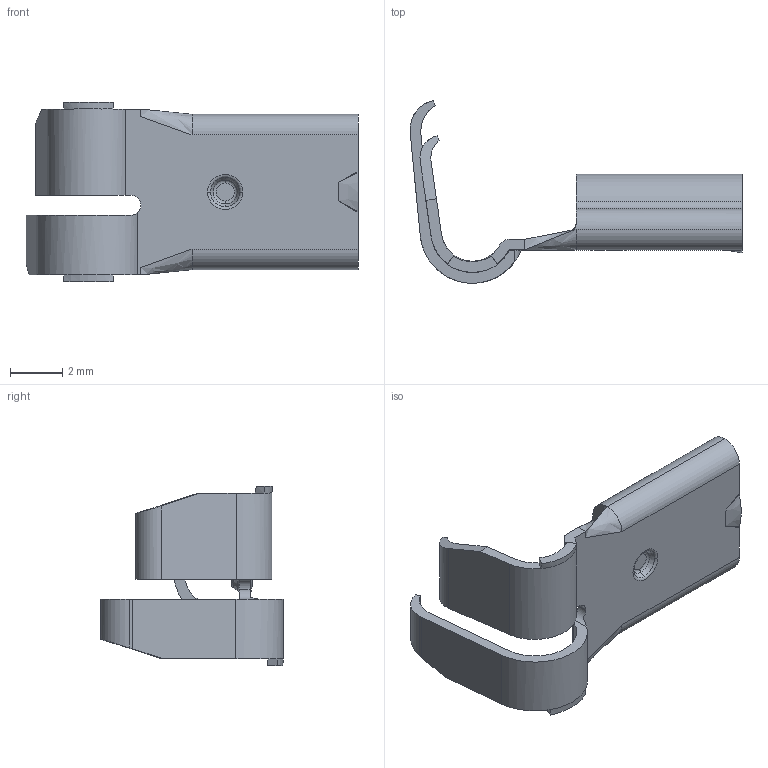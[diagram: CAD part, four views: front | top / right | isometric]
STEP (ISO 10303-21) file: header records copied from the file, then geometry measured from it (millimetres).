
FILE_DESCRIPTION (( 'STEP AP203' ), '1' );
FILE_NAME ('09375.STEP', '2015-02-05T14:19:58', ( '' ), ( '' ), 'SwSTEP 2.0', 'SolidWorks 2014', '' );
FILE_SCHEMA (( 'CONFIG_CONTROL_DESIGN' ));
Length unit declared in the file: inch
Products named in the file (1): 09375
Bounding box: 12.7 x 6.99 x 6.86 mm (x, y, z)
Volume: 59.5 mm3; surface area: 331.9 mm2
Topology: 1 solids, 1 shells, 122 faces, 321 edges, 199 vertices
Faces by surface type: plane 47, cylinder 35, bspline 22, cone 10, torus 8
Entity records: 4244 total; most frequent: CARTESIAN_POINT 1267, ORIENTED_EDGE 634, DIRECTION 578, EDGE_CURVE 317, AXIS2_PLACEMENT_3D 203, VERTEX_POINT 199, VECTOR 172, LINE 172
